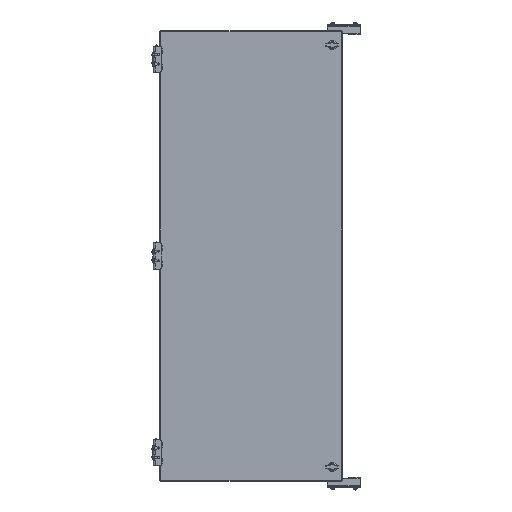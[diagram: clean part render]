
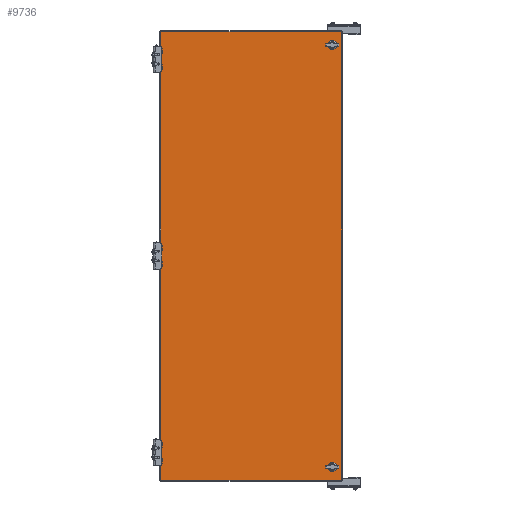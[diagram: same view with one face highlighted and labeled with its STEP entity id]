
A CAD part, top view. The second image highlights one B-rep face of the part: STEP entity #9736.
In plain terms, the highlighted planar face has unit normal (0, 0, 1).
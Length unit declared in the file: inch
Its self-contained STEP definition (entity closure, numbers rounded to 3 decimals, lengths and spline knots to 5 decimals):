
#1407 = VECTOR ( 'NONE', #20216, 39.37008 ) ;
#2905 = EDGE_CURVE ( 'NONE', #3348, #19663, #35788, .T. ) ;
#3348 = VERTEX_POINT ( 'NONE', #38807 ) ;
#9222 = VERTEX_POINT ( 'NONE', #38531 ) ;
#9736 = ADVANCED_FACE ( 'NONE', ( #75153 ), #55287, .T. ) ;
#11105 = ORIENTED_EDGE ( 'NONE', *, *, #64664, .T. ) ;
#13730 = LINE ( 'NONE', #44140, #1407 ) ;
#19632 = DIRECTION ( 'NONE',  ( 1., 0., 0. ) ) ;
#19663 = VERTEX_POINT ( 'NONE', #33657 ) ;
#20216 = DIRECTION ( 'NONE',  ( 0., -1., 0. ) ) ;
#21180 = CARTESIAN_POINT ( 'NONE',  ( 11.25, -27.65, 0.828 ) ) ;
#22103 = LINE ( 'NONE', #46816, #50663 ) ;
#23659 = DIRECTION ( 'NONE',  ( -1., 0., 0. ) ) ;
#24827 = DIRECTION ( 'NONE',  ( 0., 1., 0. ) ) ;
#27214 = VECTOR ( 'NONE', #24827, 39.37008 ) ;
#27319 = CARTESIAN_POINT ( 'NONE',  ( -11.15, -27.65, 0.828 ) ) ;
#30302 = EDGE_CURVE ( 'NONE', #19663, #9222, #22103, .T. ) ;
#33657 = CARTESIAN_POINT ( 'NONE',  ( 11.15, 27.65, 0.828 ) ) ;
#34651 = ORIENTED_EDGE ( 'NONE', *, *, #2905, .T. ) ;
#35788 = LINE ( 'NONE', #54402, #27214 ) ;
#38531 = CARTESIAN_POINT ( 'NONE',  ( -11.15, 27.65, 0.828 ) ) ;
#38807 = CARTESIAN_POINT ( 'NONE',  ( 11.15, -27.65, 0.828 ) ) ;
#44140 = CARTESIAN_POINT ( 'NONE',  ( -11.15, -27.75, 0.828 ) ) ;
#44883 = ORIENTED_EDGE ( 'NONE', *, *, #30302, .T. ) ;
#45384 = EDGE_LOOP ( 'NONE', ( #34651, #44883, #11105, #51109 ) ) ;
#46816 = CARTESIAN_POINT ( 'NONE',  ( -11.25, 27.65, 0.828 ) ) ;
#46880 = VERTEX_POINT ( 'NONE', #27319 ) ;
#50663 = VECTOR ( 'NONE', #23659, 39.37008 ) ;
#51109 = ORIENTED_EDGE ( 'NONE', *, *, #71558, .T. ) ;
#54402 = CARTESIAN_POINT ( 'NONE',  ( 11.15, 27.75, 0.828 ) ) ;
#55287 = PLANE ( 'NONE',  #67890 ) ;
#55694 = CARTESIAN_POINT ( 'NONE',  ( 0., 0., 0.828 ) ) ;
#57254 = DIRECTION ( 'NONE',  ( 1., 0., 0. ) ) ;
#62579 = DIRECTION ( 'NONE',  ( 0., 0., 1. ) ) ;
#64544 = VECTOR ( 'NONE', #57254, 39.37008 ) ;
#64664 = EDGE_CURVE ( 'NONE', #9222, #46880, #13730, .T. ) ;
#67890 = AXIS2_PLACEMENT_3D ( 'NONE', #55694, #62579, #19632 ) ;
#71558 = EDGE_CURVE ( 'NONE', #46880, #3348, #76708, .T. ) ;
#75153 = FACE_OUTER_BOUND ( 'NONE', #45384, .T. ) ;
#76708 = LINE ( 'NONE', #21180, #64544 ) ;
